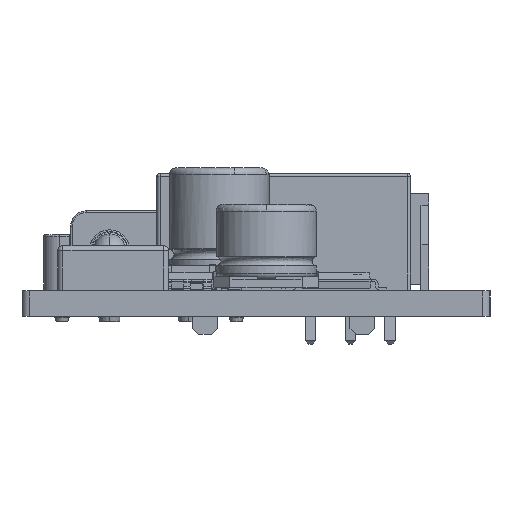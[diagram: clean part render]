
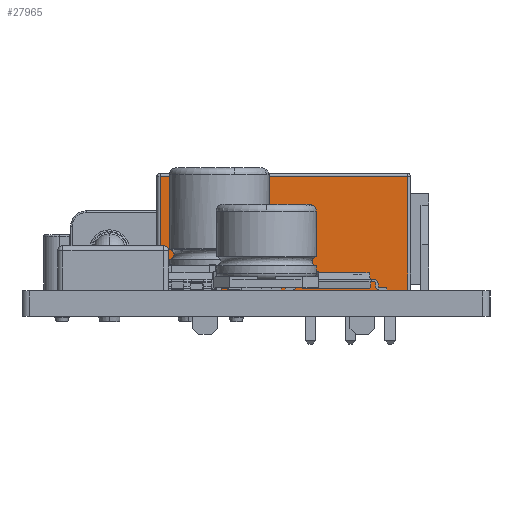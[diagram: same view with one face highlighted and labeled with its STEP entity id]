
A CAD part, left-side view. The second image highlights one B-rep face of the part: STEP entity #27965.
In plain terms, the highlighted face is planar.
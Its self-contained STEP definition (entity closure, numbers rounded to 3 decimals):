
#27372 = VERTEX_POINT('',#27373);
#27373 = CARTESIAN_POINT('',(-2.84,-5.06,0.));
#27380 = EDGE_CURVE('',#27372,#27381,#27383,.T.);
#27381 = VERTEX_POINT('',#27382);
#27382 = CARTESIAN_POINT('',(12.76,-5.06,0.));
#27383 = LINE('',#27384,#27385);
#27384 = CARTESIAN_POINT('',(-3.04,-5.06,0.));
#27385 = VECTOR('',#27386,1.);
#27386 = DIRECTION('',(1.,0.,0.));
#27627 = EDGE_CURVE('',#27381,#27628,#27630,.T.);
#27628 = VERTEX_POINT('',#27629);
#27629 = CARTESIAN_POINT('',(12.76,-5.06,7.17));
#27630 = LINE('',#27631,#27632);
#27631 = CARTESIAN_POINT('',(12.76,-5.06,0.));
#27632 = VECTOR('',#27633,1.);
#27633 = DIRECTION('',(0.,0.,1.));
#27965 = ADVANCED_FACE('',(#27966),#27984,.F.);
#27966 = FACE_BOUND('',#27967,.F.);
#27967 = EDGE_LOOP('',(#27968,#27969,#27970,#27978));
#27968 = ORIENTED_EDGE('',*,*,#27627,.F.);
#27969 = ORIENTED_EDGE('',*,*,#27380,.F.);
#27970 = ORIENTED_EDGE('',*,*,#27971,.T.);
#27971 = EDGE_CURVE('',#27372,#27972,#27974,.T.);
#27972 = VERTEX_POINT('',#27973);
#27973 = CARTESIAN_POINT('',(-2.84,-5.06,7.17));
#27974 = LINE('',#27975,#27976);
#27975 = CARTESIAN_POINT('',(-2.84,-5.06,0.));
#27976 = VECTOR('',#27977,1.);
#27977 = DIRECTION('',(0.,0.,1.));
#27978 = ORIENTED_EDGE('',*,*,#27979,.T.);
#27979 = EDGE_CURVE('',#27972,#27628,#27980,.T.);
#27980 = LINE('',#27981,#27982);
#27981 = CARTESIAN_POINT('',(-2.84,-5.06,7.17));
#27982 = VECTOR('',#27983,1.);
#27983 = DIRECTION('',(1.,0.,0.));
#27984 = PLANE('',#27985);
#27985 = AXIS2_PLACEMENT_3D('',#27986,#27987,#27988);
#27986 = CARTESIAN_POINT('',(-3.04,-5.06,0.));
#27987 = DIRECTION('',(0.,1.,0.));
#27988 = DIRECTION('',(1.,0.,0.));
